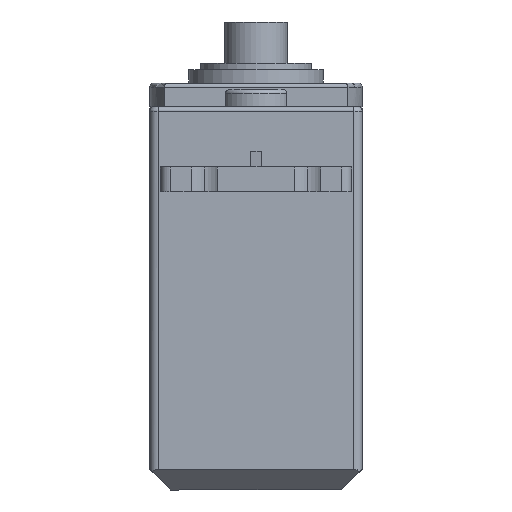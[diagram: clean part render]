
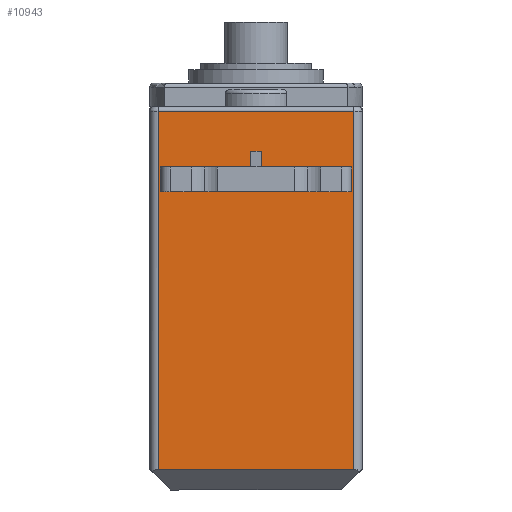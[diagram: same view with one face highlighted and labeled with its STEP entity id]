
A CAD part, left-side view. The second image highlights one B-rep face of the part: STEP entity #10943.
In plain terms, the highlighted planar face has unit normal (-1, 0, 0).
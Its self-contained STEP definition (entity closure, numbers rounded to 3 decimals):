
#3 = VERTEX_POINT ( 'NONE', #924 ) ;
#114 = ORIENTED_EDGE ( 'NONE', *, *, #9504, .T. ) ;
#203 = CARTESIAN_POINT ( 'NONE',  ( 21.001, 35.435, 51.714 ) ) ;
#223 = CARTESIAN_POINT ( 'NONE',  ( 21.001, 25.685, 50.214 ) ) ;
#243 = CARTESIAN_POINT ( 'NONE',  ( 21.001, 25.685, 50.214 ) ) ;
#340 = EDGE_CURVE ( 'NONE', #1389, #2644, #5646, .T. ) ;
#416 = EDGE_CURVE ( 'NONE', #4238, #2622, #9912, .T. ) ;
#462 = EDGE_CURVE ( 'NONE', #3, #6101, #7760, .T. ) ;
#469 = VECTOR ( 'NONE', #2066, 1000. ) ;
#621 = CARTESIAN_POINT ( 'NONE',  ( 21.001, 44.185, 50.214 ) ) ;
#873 = EDGE_CURVE ( 'NONE', #6625, #2644, #2857, .T. ) ;
#924 = CARTESIAN_POINT ( 'NONE',  ( 21.001, 34.435, 51.714 ) ) ;
#928 = VECTOR ( 'NONE', #3085, 1000. ) ;
#1112 = CARTESIAN_POINT ( 'NONE',  ( 21.001, 25.685, 47.814 ) ) ;
#1242 = ORIENTED_EDGE ( 'NONE', *, *, #416, .T. ) ;
#1249 = CARTESIAN_POINT ( 'NONE',  ( 21.001, 25.485, 56.014 ) ) ;
#1258 = CARTESIAN_POINT ( 'NONE',  ( 21.001, 25.485, 55.614 ) ) ;
#1389 = VERTEX_POINT ( 'NONE', #621 ) ;
#1390 = FACE_OUTER_BOUND ( 'NONE', #7880, .T. ) ;
#1642 = EDGE_CURVE ( 'NONE', #5896, #11580, #7853, .T. ) ;
#1873 = VERTEX_POINT ( 'NONE', #5083 ) ;
#1882 = EDGE_CURVE ( 'NONE', #2622, #5001, #6674, .T. ) ;
#2028 = DIRECTION ( 'NONE',  ( 0., 0., -1. ) ) ;
#2066 = DIRECTION ( 'NONE',  ( 0., -1., 0. ) ) ;
#2116 = VECTOR ( 'NONE', #8299, 1000. ) ;
#2212 = CARTESIAN_POINT ( 'NONE',  ( 21.001, 45.185, 56.014 ) ) ;
#2514 = CARTESIAN_POINT ( 'NONE',  ( 21.001, 25.485, 21.014 ) ) ;
#2579 = ORIENTED_EDGE ( 'NONE', *, *, #5476, .T. ) ;
#2605 = DIRECTION ( 'NONE',  ( 0., 1., 0. ) ) ;
#2622 = VERTEX_POINT ( 'NONE', #2514 ) ;
#2644 = VERTEX_POINT ( 'NONE', #9755 ) ;
#2722 = CARTESIAN_POINT ( 'NONE',  ( 21.001, 44.385, 21.014 ) ) ;
#2779 = CARTESIAN_POINT ( 'NONE',  ( 21.001, 44.385, 55.614 ) ) ;
#2857 = LINE ( 'NONE', #5770, #928 ) ;
#3039 = VECTOR ( 'NONE', #8916, 1000. ) ;
#3085 = DIRECTION ( 'NONE',  ( 0., 0., -1. ) ) ;
#3298 = FACE_BOUND ( 'NONE', #6917, .T. ) ;
#3327 = CARTESIAN_POINT ( 'NONE',  ( 21.001, 44.385, 56.014 ) ) ;
#3351 = DIRECTION ( 'NONE',  ( 0., 1., 0. ) ) ;
#3360 = CARTESIAN_POINT ( 'NONE',  ( 21.001, 35.435, 51.714 ) ) ;
#3468 = CARTESIAN_POINT ( 'NONE',  ( 21.001, 25.685, 47.814 ) ) ;
#3616 = CARTESIAN_POINT ( 'NONE',  ( 21.001, 24.685, 21.014 ) ) ;
#3648 = VECTOR ( 'NONE', #6305, 1000. ) ;
#3911 = DIRECTION ( 'NONE',  ( 0., 0., -1. ) ) ;
#4238 = VERTEX_POINT ( 'NONE', #2722 ) ;
#4383 = LINE ( 'NONE', #10722, #9327 ) ;
#4426 = DIRECTION ( 'NONE',  ( 0., -1., 0. ) ) ;
#4653 = VERTEX_POINT ( 'NONE', #2779 ) ;
#5001 = VERTEX_POINT ( 'NONE', #1258 ) ;
#5012 = LINE ( 'NONE', #3327, #5144 ) ;
#5083 = CARTESIAN_POINT ( 'NONE',  ( 21.001, 25.685, 50.214 ) ) ;
#5144 = VECTOR ( 'NONE', #8787, 1000. ) ;
#5189 = VECTOR ( 'NONE', #3911, 1000. ) ;
#5476 = EDGE_CURVE ( 'NONE', #6101, #1873, #6556, .T. ) ;
#5632 = LINE ( 'NONE', #10251, #8736 ) ;
#5646 = LINE ( 'NONE', #223, #3648 ) ;
#5770 = CARTESIAN_POINT ( 'NONE',  ( 21.001, 35.435, 51.714 ) ) ;
#5896 = VERTEX_POINT ( 'NONE', #1112 ) ;
#5931 = CARTESIAN_POINT ( 'NONE',  ( 21.001, 44.185, 47.814 ) ) ;
#5976 = DIRECTION ( 'NONE',  ( 0., 0., 1. ) ) ;
#5997 = PLANE ( 'NONE',  #7830 ) ;
#6101 = VERTEX_POINT ( 'NONE', #10732 ) ;
#6261 = ORIENTED_EDGE ( 'NONE', *, *, #8791, .T. ) ;
#6305 = DIRECTION ( 'NONE',  ( 0., -1., 0. ) ) ;
#6457 = VECTOR ( 'NONE', #4426, 1000. ) ;
#6556 = LINE ( 'NONE', #243, #469 ) ;
#6625 = VERTEX_POINT ( 'NONE', #203 ) ;
#6674 = LINE ( 'NONE', #1249, #6804 ) ;
#6720 = ORIENTED_EDGE ( 'NONE', *, *, #8767, .T. ) ;
#6804 = VECTOR ( 'NONE', #5976, 1000. ) ;
#6917 = EDGE_LOOP ( 'NONE', ( #114, #10241, #2579, #10059, #9841, #6720, #9575, #7922 ) ) ;
#7760 = LINE ( 'NONE', #8597, #5189 ) ;
#7830 = AXIS2_PLACEMENT_3D ( 'NONE', #2212, #9635, #11487 ) ;
#7853 = LINE ( 'NONE', #3468, #11265 ) ;
#7880 = EDGE_LOOP ( 'NONE', ( #11098, #9049, #6261, #1242 ) ) ;
#7922 = ORIENTED_EDGE ( 'NONE', *, *, #873, .F. ) ;
#8014 = CARTESIAN_POINT ( 'NONE',  ( 21.001, 44.185, 50.214 ) ) ;
#8299 = DIRECTION ( 'NONE',  ( 0., -1., 0. ) ) ;
#8597 = CARTESIAN_POINT ( 'NONE',  ( 21.001, 34.435, 51.714 ) ) ;
#8736 = VECTOR ( 'NONE', #2028, 1000. ) ;
#8767 = EDGE_CURVE ( 'NONE', #11580, #1389, #9087, .T. ) ;
#8787 = DIRECTION ( 'NONE',  ( 0., 0., -1. ) ) ;
#8791 = EDGE_CURVE ( 'NONE', #4653, #4238, #5012, .T. ) ;
#8916 = DIRECTION ( 'NONE',  ( 0., 0., 1. ) ) ;
#9049 = ORIENTED_EDGE ( 'NONE', *, *, #9917, .T. ) ;
#9087 = LINE ( 'NONE', #8014, #3039 ) ;
#9297 = EDGE_CURVE ( 'NONE', #1873, #5896, #5632, .T. ) ;
#9327 = VECTOR ( 'NONE', #2605, 1000. ) ;
#9504 = EDGE_CURVE ( 'NONE', #6625, #3, #10597, .T. ) ;
#9575 = ORIENTED_EDGE ( 'NONE', *, *, #340, .T. ) ;
#9635 = DIRECTION ( 'NONE',  ( 1., 0., 0. ) ) ;
#9755 = CARTESIAN_POINT ( 'NONE',  ( 21.001, 35.435, 50.214 ) ) ;
#9841 = ORIENTED_EDGE ( 'NONE', *, *, #1642, .T. ) ;
#9912 = LINE ( 'NONE', #3616, #2116 ) ;
#9917 = EDGE_CURVE ( 'NONE', #5001, #4653, #4383, .T. ) ;
#10059 = ORIENTED_EDGE ( 'NONE', *, *, #9297, .T. ) ;
#10241 = ORIENTED_EDGE ( 'NONE', *, *, #462, .T. ) ;
#10251 = CARTESIAN_POINT ( 'NONE',  ( 21.001, 25.685, 50.214 ) ) ;
#10597 = LINE ( 'NONE', #3360, #6457 ) ;
#10722 = CARTESIAN_POINT ( 'NONE',  ( 21.001, 45.185, 55.614 ) ) ;
#10732 = CARTESIAN_POINT ( 'NONE',  ( 21.001, 34.435, 50.214 ) ) ;
#10943 = ADVANCED_FACE ( 'NONE', ( #3298, #1390 ), #5997, .F. ) ;
#11098 = ORIENTED_EDGE ( 'NONE', *, *, #1882, .T. ) ;
#11265 = VECTOR ( 'NONE', #3351, 1000. ) ;
#11487 = DIRECTION ( 'NONE',  ( 0., 0., 1. ) ) ;
#11580 = VERTEX_POINT ( 'NONE', #5931 ) ;
